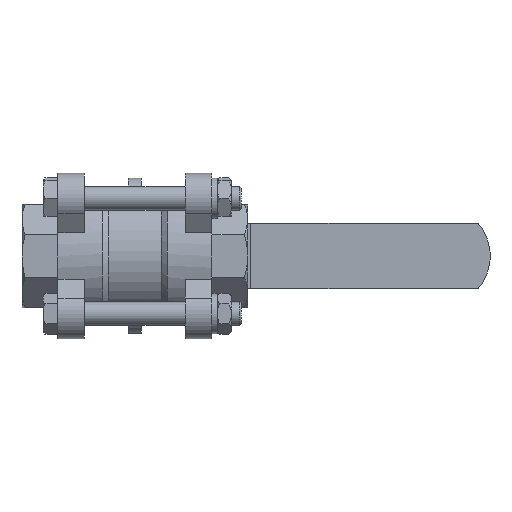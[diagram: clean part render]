
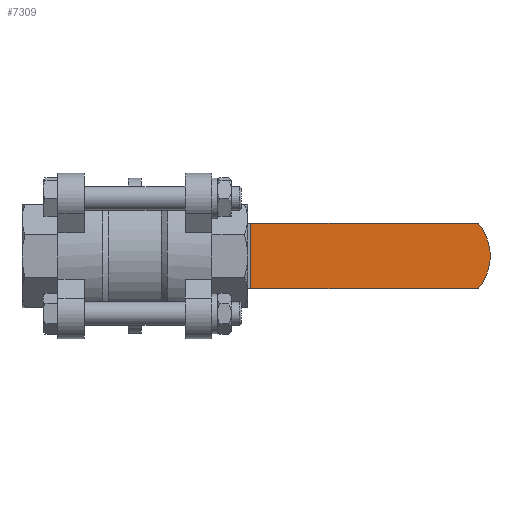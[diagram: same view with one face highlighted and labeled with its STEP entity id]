
A CAD part, front view. The second image highlights one B-rep face of the part: STEP entity #7309.
In plain terms, the highlighted planar face has unit normal (0, -1, 0).
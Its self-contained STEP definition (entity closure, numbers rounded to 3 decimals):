
#342=LINE('',#12503,#839);
#343=LINE('',#12508,#840);
#344=LINE('',#12510,#841);
#839=VECTOR('',#9682,1000.);
#840=VECTOR('',#9685,1000.);
#841=VECTOR('',#9686,1000.);
#1438=PLANE('',#8014);
#3084=ORIENTED_EDGE('',*,*,#4496,.T.);
#3085=ORIENTED_EDGE('',*,*,#4497,.F.);
#3086=ORIENTED_EDGE('',*,*,#4498,.F.);
#3087=ORIENTED_EDGE('',*,*,#4499,.F.);
#4496=EDGE_CURVE('',#5295,#5296,#342,.T.);
#4497=EDGE_CURVE('',#5297,#5296,#5733,.T.);
#4498=EDGE_CURVE('',#5298,#5297,#343,.T.);
#4499=EDGE_CURVE('',#5295,#5298,#344,.T.);
#5295=VERTEX_POINT('',#12504);
#5296=VERTEX_POINT('',#12505);
#5297=VERTEX_POINT('',#12507);
#5298=VERTEX_POINT('',#12509);
#5733=CIRCLE('',#8015,17.);
#6211=EDGE_LOOP('',(#3084,#3085,#3086,#3087));
#6737=FACE_BOUND('',#6211,.T.);
#7309=ADVANCED_FACE('',(#6737),#1438,.T.);
#8014=AXIS2_PLACEMENT_3D('',#12502,#9680,#9681);
#8015=AXIS2_PLACEMENT_3D('',#12506,#9683,#9684);
#9680=DIRECTION('',(0.,-1.,0.));
#9681=DIRECTION('',(1.,0.,0.));
#9682=DIRECTION('',(1.,0.,0.));
#9683=DIRECTION('',(0.,1.,0.));
#9684=DIRECTION('',(1.,0.,0.));
#9685=DIRECTION('',(1.,0.,0.));
#9686=DIRECTION('',(0.,0.,1.));
#12502=CARTESIAN_POINT('',(39.201,115.998,-11.));
#12503=CARTESIAN_POINT('',(39.201,115.998,-11.));
#12504=CARTESIAN_POINT('',(39.201,115.998,-11.));
#12505=CARTESIAN_POINT('',(115.961,115.998,-11.));
#12506=CARTESIAN_POINT('',(103.,115.998,0.));
#12507=CARTESIAN_POINT('',(115.961,115.998,11.));
#12508=CARTESIAN_POINT('',(39.201,115.998,11.));
#12509=CARTESIAN_POINT('',(39.201,115.998,11.));
#12510=CARTESIAN_POINT('',(39.201,115.998,-11.));
